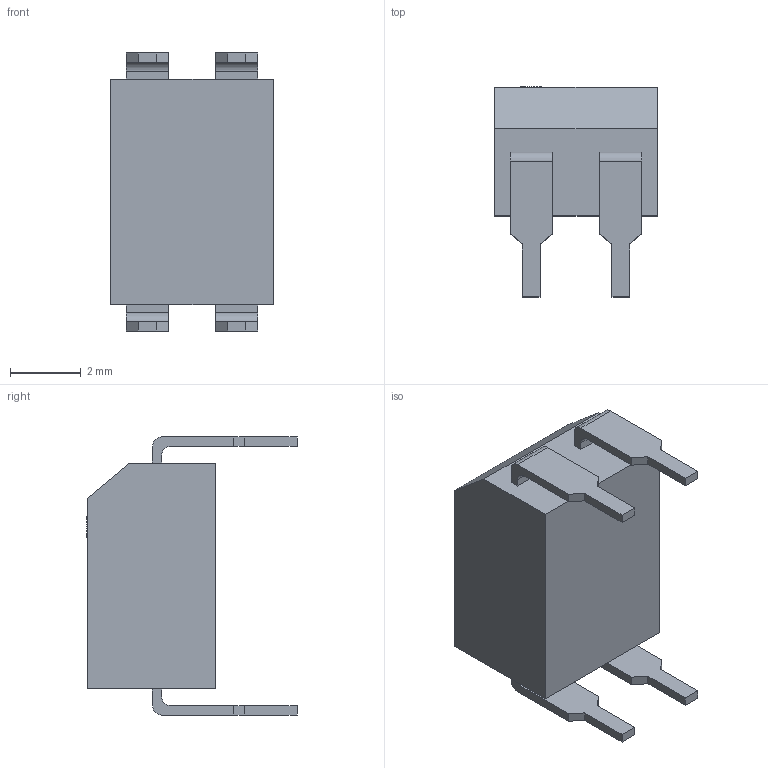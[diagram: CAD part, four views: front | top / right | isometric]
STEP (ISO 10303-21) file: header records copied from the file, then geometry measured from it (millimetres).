
FILE_DESCRIPTION (( 'STEP AP214' ), '1' );
FILE_NAME ('A959F8DB-5002-44E7-9DEE-E5761F9F21DD.STEP', '2023-09-03T17:50:58', ( '' ), ( '' ), 'SwSTEP 2.0', 'SolidWorks 2022', '' );
FILE_SCHEMA (( 'AUTOMOTIVE_DESIGN' ));
Length unit declared in the file: millimetre
Products named in the file (1): A959F8DB-5002-44E7-9DEE-E5761F9F21DD
Bounding box: 4.6 x 5.96 x 7.88 mm (x, y, z)
Volume: 109.2 mm3; surface area: 178.5 mm2
Topology: 2 solids, 2 shells, 63 faces, 165 edges, 110 vertices
Faces by surface type: plane 53, cylinder 10
Entity records: 2655 total; most frequent: CARTESIAN_POINT 339, ORIENTED_EDGE 330, DIRECTION 313, EDGE_CURVE 165, LINE 145, VECTOR 145, VERTEX_POINT 110, AXIS2_PLACEMENT_3D 84
